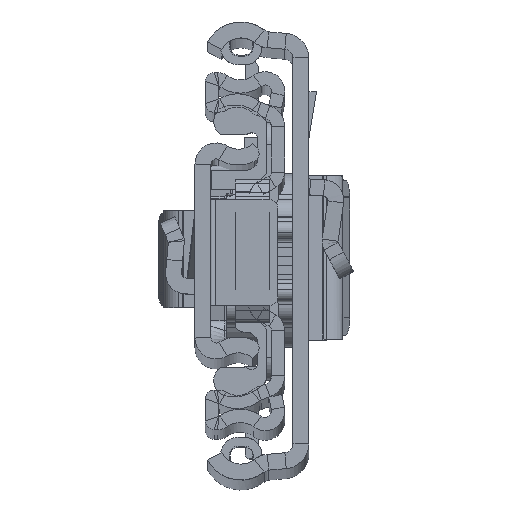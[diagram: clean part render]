
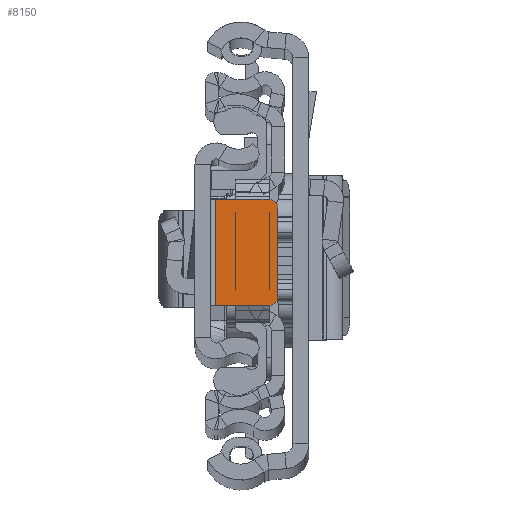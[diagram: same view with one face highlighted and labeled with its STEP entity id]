
A CAD part, top view. The second image highlights one B-rep face of the part: STEP entity #8150.
In plain terms, the highlighted planar face has unit normal (0, 0, 1).
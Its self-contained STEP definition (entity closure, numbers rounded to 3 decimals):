
#535 = VERTEX_POINT ( 'NONE', #15842 ) ;
#2356 = DIRECTION ( 'NONE',  ( 1., 0., 0. ) ) ;
#2453 = CARTESIAN_POINT ( 'NONE',  ( -1.8, 6.151, -6.8 ) ) ;
#3135 = AXIS2_PLACEMENT_3D ( 'NONE', #29920, #11438, #2356 ) ;
#3357 = AXIS2_PLACEMENT_3D ( 'NONE', #29280, #26706, #8537 ) ;
#3359 = ORIENTED_EDGE ( 'NONE', *, *, #27796, .F. ) ;
#3810 = DIRECTION ( 'NONE',  ( 0., 1., 0. ) ) ;
#4067 = DIRECTION ( 'NONE',  ( 0., -1., 0. ) ) ;
#4395 = CARTESIAN_POINT ( 'NONE',  ( -8.4, -5.849, -6.8 ) ) ;
#5325 = CARTESIAN_POINT ( 'NONE',  ( -9.4, -5.849, -6.8 ) ) ;
#6077 = CARTESIAN_POINT ( 'NONE',  ( -9.4, 6.151, -6.8 ) ) ;
#6389 = EDGE_CURVE ( 'NONE', #535, #7152, #27372, .T. ) ;
#6846 = LINE ( 'NONE', #2453, #10035 ) ;
#7152 = VERTEX_POINT ( 'NONE', #24722 ) ;
#7195 = CARTESIAN_POINT ( 'NONE',  ( -9.4, 5.151, -6.8 ) ) ;
#8150 = ADVANCED_FACE ( 'NONE', ( #22955 ), #16148, .T. ) ;
#8220 = ORIENTED_EDGE ( 'NONE', *, *, #23455, .F. ) ;
#8537 = DIRECTION ( 'NONE',  ( 1., 0., 0. ) ) ;
#8558 = VECTOR ( 'NONE', #3810, 1000. ) ;
#8658 = CARTESIAN_POINT ( 'NONE',  ( -9.4, -4.849, -6.8 ) ) ;
#8673 = CARTESIAN_POINT ( 'NONE',  ( -8.4, 6.151, -6.8 ) ) ;
#9851 = DIRECTION ( 'NONE',  ( -1., 0., 0. ) ) ;
#10035 = VECTOR ( 'NONE', #11543, 1000. ) ;
#10479 = VECTOR ( 'NONE', #4067, 1000. ) ;
#11438 = DIRECTION ( 'NONE',  ( 0., 0., 1. ) ) ;
#11543 = DIRECTION ( 'NONE',  ( 1., 0., 0. ) ) ;
#15005 = ORIENTED_EDGE ( 'NONE', *, *, #28071, .T. ) ;
#15337 = DIRECTION ( 'NONE',  ( 1., 0., 0. ) ) ;
#15842 = CARTESIAN_POINT ( 'NONE',  ( -2.3, 6.151, -6.8 ) ) ;
#16148 = PLANE ( 'NONE',  #3135 ) ;
#16355 = AXIS2_PLACEMENT_3D ( 'NONE', #19711, #17452, #15337 ) ;
#16408 = LINE ( 'NONE', #5325, #25965 ) ;
#16838 = CIRCLE ( 'NONE', #16355, 1. ) ;
#16868 = ORIENTED_EDGE ( 'NONE', *, *, #6389, .F. ) ;
#16952 = VERTEX_POINT ( 'NONE', #4395 ) ;
#17452 = DIRECTION ( 'NONE',  ( 0., 0., 1. ) ) ;
#17454 = LINE ( 'NONE', #6077, #8558 ) ;
#18875 = VERTEX_POINT ( 'NONE', #7195 ) ;
#19711 = CARTESIAN_POINT ( 'NONE',  ( -8.4, -4.849, -6.8 ) ) ;
#21741 = CIRCLE ( 'NONE', #3357, 1. ) ;
#22350 = ORIENTED_EDGE ( 'NONE', *, *, #26376, .T. ) ;
#22386 = CARTESIAN_POINT ( 'NONE',  ( -2.3, 6.151, -6.8 ) ) ;
#22955 = FACE_OUTER_BOUND ( 'NONE', #27461, .T. ) ;
#23455 = EDGE_CURVE ( 'NONE', #28050, #18875, #17454, .T. ) ;
#24722 = CARTESIAN_POINT ( 'NONE',  ( -2.3, -5.849, -6.8 ) ) ;
#25860 = VERTEX_POINT ( 'NONE', #8673 ) ;
#25965 = VECTOR ( 'NONE', #9851, 1000. ) ;
#26376 = EDGE_CURVE ( 'NONE', #25860, #18875, #21741, .T. ) ;
#26417 = ORIENTED_EDGE ( 'NONE', *, *, #26677, .F. ) ;
#26677 = EDGE_CURVE ( 'NONE', #7152, #16952, #16408, .T. ) ;
#26706 = DIRECTION ( 'NONE',  ( 0., 0., 1. ) ) ;
#27372 = LINE ( 'NONE', #22386, #10479 ) ;
#27461 = EDGE_LOOP ( 'NONE', ( #8220, #15005, #26417, #16868, #3359, #22350 ) ) ;
#27796 = EDGE_CURVE ( 'NONE', #25860, #535, #6846, .T. ) ;
#28050 = VERTEX_POINT ( 'NONE', #8658 ) ;
#28071 = EDGE_CURVE ( 'NONE', #28050, #16952, #16838, .T. ) ;
#29280 = CARTESIAN_POINT ( 'NONE',  ( -8.4, 5.151, -6.8 ) ) ;
#29920 = CARTESIAN_POINT ( 'NONE',  ( 0., 0., -6.8 ) ) ;
